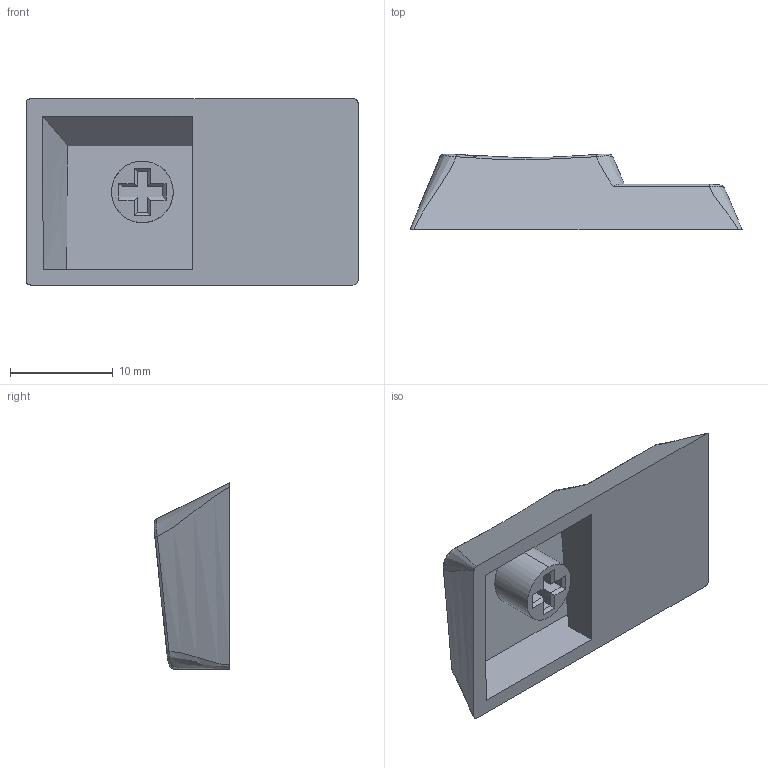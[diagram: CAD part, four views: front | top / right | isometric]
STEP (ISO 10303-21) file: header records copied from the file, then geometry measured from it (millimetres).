
FILE_DESCRIPTION (( 'STEP AP203' ), '1' );
FILE_NAME ('r3_175_stepped.STEP', '2018-04-18T20:21:17', ( '' ), ( '' ), 'SwSTEP 2.0', 'SolidWorks 2017', '' );
FILE_SCHEMA (( 'CONFIG_CONTROL_DESIGN' ));
Length unit declared in the file: millimetre
Products named in the file (1): r3_175_stepped
Bounding box: 32.3 x 7.36 x 18.1 mm (x, y, z)
Volume: 1787 mm3; surface area: 2013 mm2
Topology: 1 solids, 1 shells, 62 faces, 149 edges, 92 vertices
Faces by surface type: plane 35, bspline 23, cylinder 4
Entity records: 3392 total; most frequent: CARTESIAN_POINT 2102, ORIENTED_EDGE 298, DIRECTION 164, EDGE_CURVE 149, VERTEX_POINT 92, VECTOR 80, LINE 80, B_SPLINE_CURVE_WITH_KNOTS 65
